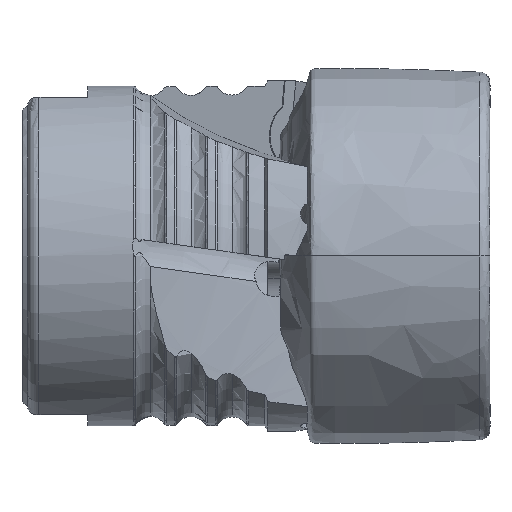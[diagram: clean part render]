
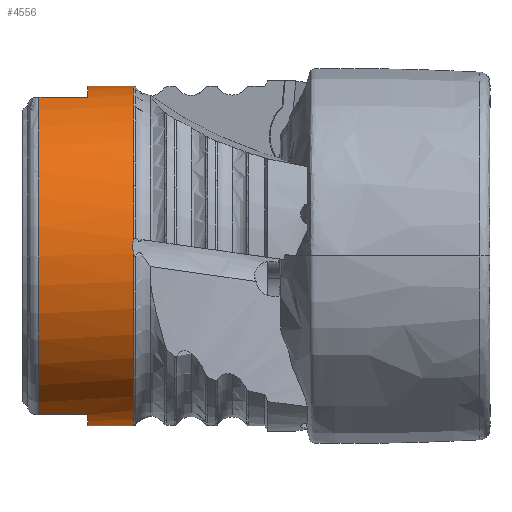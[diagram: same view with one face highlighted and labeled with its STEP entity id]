
A CAD part, front view. The second image highlights one B-rep face of the part: STEP entity #4556.
In plain terms, the highlighted cylindrical face has radius 14.5 mm (diameter 29 mm), a partial arc.
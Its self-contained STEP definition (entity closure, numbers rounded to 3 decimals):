
#195 = AXIS2_PLACEMENT_3D ( 'NONE', #5933, #759, #5204 ) ;
#304 = CARTESIAN_POINT ( 'NONE',  ( -29.46, 0., 0. ) ) ;
#357 = B_SPLINE_CURVE_WITH_KNOTS ( 'NONE', 3,
 ( #4076, #990, #4828, #9211 ),
 .UNSPECIFIED., .F., .F.,
 ( 4, 4 ),
 ( 1.674, 1.674 ),
 .UNSPECIFIED. ) ;
#470 = ORIENTED_EDGE ( 'NONE', *, *, #7252, .F. ) ;
#654 = CARTESIAN_POINT ( 'NONE',  ( -29.46, -14.423, 1.497 ) ) ;
#668 = CARTESIAN_POINT ( 'NONE',  ( -29.46, -1.497, -14.423 ) ) ;
#759 = DIRECTION ( 'NONE',  ( -1., 0., 0. ) ) ;
#980 = VECTOR ( 'NONE', #2082, 1000. ) ;
#990 = CARTESIAN_POINT ( 'NONE',  ( -29.46, -14.423, 1.497 ) ) ;
#1064 = EDGE_CURVE ( 'NONE', #6347, #2443, #6230, .T. ) ;
#1090 = DIRECTION ( 'NONE',  ( 0., 0., -1. ) ) ;
#1143 = DIRECTION ( 'NONE',  ( 1., 0., 0. ) ) ;
#1207 = CARTESIAN_POINT ( 'NONE',  ( -29.46, -1.497, -14.423 ) ) ;
#1475 = LINE ( 'NONE', #5467, #6757 ) ;
#1486 = EDGE_CURVE ( 'NONE', #8181, #5242, #4810, .T. ) ;
#1642 = EDGE_CURVE ( 'NONE', #4005, #3165, #6785, .T. ) ;
#1789 = AXIS2_PLACEMENT_3D ( 'NONE', #5153, #4412, #6093 ) ;
#1902 = CARTESIAN_POINT ( 'NONE',  ( 0., 0., 0. ) ) ;
#1906 = EDGE_CURVE ( 'NONE', #5725, #2445, #1475, .T. ) ;
#1910 = VECTOR ( 'NONE', #6262, 1000. ) ;
#1941 = DIRECTION ( 'NONE',  ( 1., 0., 0. ) ) ;
#2050 = CARTESIAN_POINT ( 'NONE',  ( -33.4, -5.117, 13.567 ) ) ;
#2082 = DIRECTION ( 'NONE',  ( 1., 0., 0. ) ) ;
#2177 = CARTESIAN_POINT ( 'NONE',  ( -29.46, -1.497, -14.423 ) ) ;
#2257 = CARTESIAN_POINT ( 'NONE',  ( -37.55, -5.117, 13.567 ) ) ;
#2277 = CARTESIAN_POINT ( 'NONE',  ( -29.46, 0., -14.5 ) ) ;
#2307 = CARTESIAN_POINT ( 'NONE',  ( -29.547, -0.607, -14.489 ) ) ;
#2333 = ORIENTED_EDGE ( 'NONE', *, *, #1642, .T. ) ;
#2443 = VERTEX_POINT ( 'NONE', #2964 ) ;
#2445 = VERTEX_POINT ( 'NONE', #2277 ) ;
#2468 = VERTEX_POINT ( 'NONE', #6022 ) ;
#2502 = CARTESIAN_POINT ( 'NONE',  ( 0., -5.117, 13.567 ) ) ;
#2562 = ORIENTED_EDGE ( 'NONE', *, *, #5724, .F. ) ;
#2575 = EDGE_CURVE ( 'NONE', #5415, #5639, #5958, .T. ) ;
#2644 = EDGE_CURVE ( 'NONE', #5415, #2445, #7908, .T. ) ;
#2647 = DIRECTION ( 'NONE',  ( 1., 0., 0. ) ) ;
#2867 = ORIENTED_EDGE ( 'NONE', *, *, #1064, .F. ) ;
#2964 = CARTESIAN_POINT ( 'NONE',  ( -33.4, 0., 14.5 ) ) ;
#3110 = CARTESIAN_POINT ( 'NONE',  ( -29.46, -14.499, 0.167 ) ) ;
#3165 = VERTEX_POINT ( 'NONE', #5526 ) ;
#3377 = DIRECTION ( 'NONE',  ( 0., 0., -1. ) ) ;
#3439 = CARTESIAN_POINT ( 'NONE',  ( -37.55, -5.117, -13.567 ) ) ;
#3579 = FACE_OUTER_BOUND ( 'NONE', #9409, .T. ) ;
#3616 = ORIENTED_EDGE ( 'NONE', *, *, #5380, .F. ) ;
#3687 = CARTESIAN_POINT ( 'NONE',  ( -29.517, -14.497, 0.386 ) ) ;
#3709 = CARTESIAN_POINT ( 'NONE',  ( -29.46, -14.423, 1.497 ) ) ;
#3714 = CARTESIAN_POINT ( 'NONE',  ( -29.46, -14.499, 0.167 ) ) ;
#3871 = LINE ( 'NONE', #2502, #1910 ) ;
#3886 = CARTESIAN_POINT ( 'NONE',  ( -29.517, -0.386, -14.497 ) ) ;
#3923 = EDGE_CURVE ( 'NONE', #2468, #8200, #4866, .T. ) ;
#4005 = VERTEX_POINT ( 'NONE', #3110 ) ;
#4076 = CARTESIAN_POINT ( 'NONE',  ( -29.46, -14.423, 1.497 ) ) ;
#4112 = CARTESIAN_POINT ( 'NONE',  ( -33.4, -5.117, -13.567 ) ) ;
#4396 = CARTESIAN_POINT ( 'NONE',  ( -29.46, -1.497, -14.423 ) ) ;
#4412 = DIRECTION ( 'NONE',  ( 1., 0., 0. ) ) ;
#4431 = CARTESIAN_POINT ( 'NONE',  ( -33.4, 0., -14.5 ) ) ;
#4468 = B_SPLINE_CURVE_WITH_KNOTS ( 'NONE', 3,
 ( #5159, #4396, #668, #2177 ),
 .UNSPECIFIED., .F., .F.,
 ( 4, 4 ),
 ( 1.674, 1.674 ),
 .UNSPECIFIED. ) ;
#4556 = ADVANCED_FACE ( 'NONE', ( #3579 ), #7483, .T. ) ;
#4588 = CARTESIAN_POINT ( 'NONE',  ( -29.46, -0.167, -14.499 ) ) ;
#4611 = CARTESIAN_POINT ( 'NONE',  ( -29.548, -1.054, -14.463 ) ) ;
#4755 = CARTESIAN_POINT ( 'NONE',  ( -29.46, 0., 0. ) ) ;
#4810 = CIRCLE ( 'NONE', #1789, 14.5 ) ;
#4822 = DIRECTION ( 'NONE',  ( -1., 0., 0. ) ) ;
#4828 = CARTESIAN_POINT ( 'NONE',  ( -29.46, -14.423, 1.497 ) ) ;
#4863 = CARTESIAN_POINT ( 'NONE',  ( 0., -5.117, -13.567 ) ) ;
#4866 = CIRCLE ( 'NONE', #5769, 14.5 ) ;
#4975 = AXIS2_PLACEMENT_3D ( 'NONE', #7813, #4822, #7144 ) ;
#5153 = CARTESIAN_POINT ( 'NONE',  ( -37.55, 0., 0. ) ) ;
#5156 = AXIS2_PLACEMENT_3D ( 'NONE', #4755, #6377, #9387 ) ;
#5159 = CARTESIAN_POINT ( 'NONE',  ( -29.46, -1.497, -14.423 ) ) ;
#5204 = DIRECTION ( 'NONE',  ( 0., 0., -1. ) ) ;
#5242 = VERTEX_POINT ( 'NONE', #3439 ) ;
#5355 = CIRCLE ( 'NONE', #5156, 14.5 ) ;
#5364 = EDGE_CURVE ( 'NONE', #5725, #8799, #9601, .T. ) ;
#5380 = EDGE_CURVE ( 'NONE', #4005, #8825, #5355, .T. ) ;
#5415 = VERTEX_POINT ( 'NONE', #5495 ) ;
#5437 = DIRECTION ( 'NONE',  ( 1., 0., 0. ) ) ;
#5467 = CARTESIAN_POINT ( 'NONE',  ( 0., 0., -14.5 ) ) ;
#5495 = CARTESIAN_POINT ( 'NONE',  ( -29.46, -0.167, -14.499 ) ) ;
#5526 = CARTESIAN_POINT ( 'NONE',  ( -29.46, -14.423, 1.497 ) ) ;
#5550 = ORIENTED_EDGE ( 'NONE', *, *, #1486, .T. ) ;
#5639 = VERTEX_POINT ( 'NONE', #1207 ) ;
#5705 = ORIENTED_EDGE ( 'NONE', *, *, #3923, .F. ) ;
#5724 = EDGE_CURVE ( 'NONE', #8825, #5639, #4468, .T. ) ;
#5725 = VERTEX_POINT ( 'NONE', #4431 ) ;
#5769 = AXIS2_PLACEMENT_3D ( 'NONE', #304, #1143, #9303 ) ;
#5771 = ORIENTED_EDGE ( 'NONE', *, *, #8990, .T. ) ;
#5933 = CARTESIAN_POINT ( 'NONE',  ( -33.4, 0., 0. ) ) ;
#5958 = B_SPLINE_CURVE_WITH_KNOTS ( 'NONE', 3,
 ( #4588, #3886, #2307, #4611, #7676, #6046 ),
 .UNSPECIFIED., .F., .F.,
 ( 4, 2, 4 ),
 ( 0., 0.001, 0.001 ),
 .UNSPECIFIED. ) ;
#6001 = LINE ( 'NONE', #9543, #980 ) ;
#6020 = ORIENTED_EDGE ( 'NONE', *, *, #5364, .F. ) ;
#6022 = CARTESIAN_POINT ( 'NONE',  ( -29.46, 0., 14.5 ) ) ;
#6046 = CARTESIAN_POINT ( 'NONE',  ( -29.46, -1.497, -14.423 ) ) ;
#6093 = DIRECTION ( 'NONE',  ( 0., 0., -1. ) ) ;
#6099 = ORIENTED_EDGE ( 'NONE', *, *, #9659, .T. ) ;
#6230 = CIRCLE ( 'NONE', #195, 14.5 ) ;
#6238 = AXIS2_PLACEMENT_3D ( 'NONE', #1902, #2647, #3377 ) ;
#6262 = DIRECTION ( 'NONE',  ( -1., 0., 0. ) ) ;
#6347 = VERTEX_POINT ( 'NONE', #2050 ) ;
#6362 = DIRECTION ( 'NONE',  ( 1., 0., 0. ) ) ;
#6377 = DIRECTION ( 'NONE',  ( 1., 0., 0. ) ) ;
#6702 = CARTESIAN_POINT ( 'NONE',  ( -29.547, -14.489, 0.607 ) ) ;
#6757 = VECTOR ( 'NONE', #5437, 1000. ) ;
#6785 = B_SPLINE_CURVE_WITH_KNOTS ( 'NONE', 3,
 ( #3714, #3687, #6702, #9622, #7449, #654 ),
 .UNSPECIFIED., .F., .F.,
 ( 4, 2, 4 ),
 ( 0., 0.001, 0.001 ),
 .UNSPECIFIED. ) ;
#6938 = ORIENTED_EDGE ( 'NONE', *, *, #1906, .T. ) ;
#7144 = DIRECTION ( 'NONE',  ( 0., 0., -1. ) ) ;
#7172 = LINE ( 'NONE', #4863, #7509 ) ;
#7252 = EDGE_CURVE ( 'NONE', #2443, #2468, #6001, .T. ) ;
#7449 = CARTESIAN_POINT ( 'NONE',  ( -29.519, -14.445, 1.279 ) ) ;
#7483 = CYLINDRICAL_SURFACE ( 'NONE', #6238, 14.5 ) ;
#7509 = VECTOR ( 'NONE', #1941, 1000. ) ;
#7676 = CARTESIAN_POINT ( 'NONE',  ( -29.519, -1.279, -14.445 ) ) ;
#7813 = CARTESIAN_POINT ( 'NONE',  ( -33.4, 0., 0. ) ) ;
#7908 = CIRCLE ( 'NONE', #8119, 14.5 ) ;
#8119 = AXIS2_PLACEMENT_3D ( 'NONE', #9187, #6362, #1090 ) ;
#8181 = VERTEX_POINT ( 'NONE', #2257 ) ;
#8200 = VERTEX_POINT ( 'NONE', #3709 ) ;
#8206 = ORIENTED_EDGE ( 'NONE', *, *, #2575, .T. ) ;
#8799 = VERTEX_POINT ( 'NONE', #4112 ) ;
#8825 = VERTEX_POINT ( 'NONE', #9617 ) ;
#8990 = EDGE_CURVE ( 'NONE', #6347, #8181, #3871, .T. ) ;
#9124 = ORIENTED_EDGE ( 'NONE', *, *, #9530, .F. ) ;
#9187 = CARTESIAN_POINT ( 'NONE',  ( -29.46, 0., 0. ) ) ;
#9211 = CARTESIAN_POINT ( 'NONE',  ( -29.46, -14.423, 1.497 ) ) ;
#9303 = DIRECTION ( 'NONE',  ( 0., 0., -1. ) ) ;
#9387 = DIRECTION ( 'NONE',  ( 0., 0., -1. ) ) ;
#9409 = EDGE_LOOP ( 'NONE', ( #470, #2867, #5771, #5550, #6099, #6020, #6938, #9613, #8206, #2562, #3616, #2333, #9124, #5705 ) ) ;
#9530 = EDGE_CURVE ( 'NONE', #8200, #3165, #357, .T. ) ;
#9543 = CARTESIAN_POINT ( 'NONE',  ( 0., 0., 14.5 ) ) ;
#9601 = CIRCLE ( 'NONE', #4975, 14.5 ) ;
#9613 = ORIENTED_EDGE ( 'NONE', *, *, #2644, .F. ) ;
#9617 = CARTESIAN_POINT ( 'NONE',  ( -29.46, -1.497, -14.423 ) ) ;
#9622 = CARTESIAN_POINT ( 'NONE',  ( -29.548, -14.463, 1.054 ) ) ;
#9659 = EDGE_CURVE ( 'NONE', #5242, #8799, #7172, .T. ) ;
